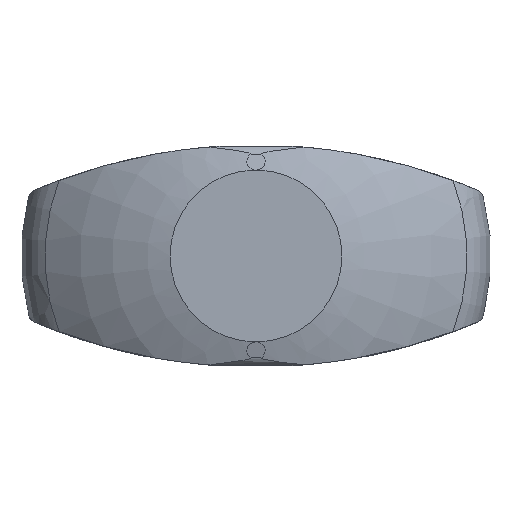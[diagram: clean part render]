
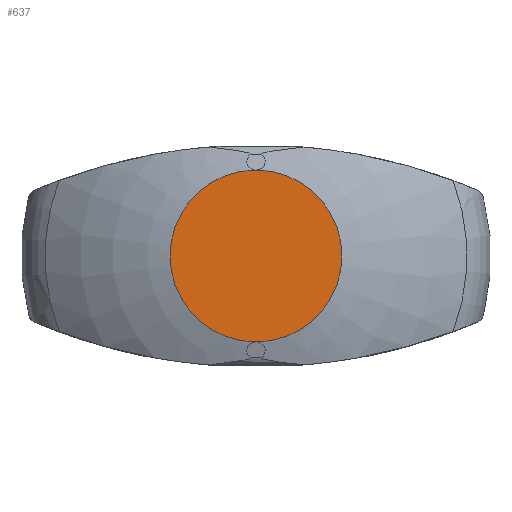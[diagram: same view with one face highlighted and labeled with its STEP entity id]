
A CAD part, top view. The second image highlights one B-rep face of the part: STEP entity #637.
In plain terms, the highlighted planar face has unit normal (0, 0, 1).
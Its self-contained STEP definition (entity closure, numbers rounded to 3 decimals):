
#589=EDGE_CURVE('',#1433,#709,#1613,.T.);
#637=ADVANCED_FACE('',(#1668),#1669,.F.);
#709=VERTEX_POINT('',#1748);
#1177=EDGE_CURVE('',#1231,#1433,#2261,.T.);
#1231=VERTEX_POINT('',#2318);
#1275=VERTEX_POINT('',#2365);
#1329=EDGE_CURVE('',#1275,#709,#2423,.T.);
#1433=VERTEX_POINT('',#2537);
#1457=EDGE_CURVE('',#1275,#1231,#2565,.T.);
#1613=CIRCLE('',#2883,7.5);
#1668=FACE_OUTER_BOUND('',#3090,.T.);
#1669=PLANE('',#3091);
#1748=CARTESIAN_POINT('',(0.043,-7.5,34.8));
#2261=LINE('',#4992,#4993);
#2318=CARTESIAN_POINT('',(-0.043,7.5,34.8));
#2365=CARTESIAN_POINT('',(-0.043,-7.5,34.8));
#2423=LINE('',#5621,#5622);
#2537=CARTESIAN_POINT('',(0.043,7.5,34.8));
#2565=CIRCLE('',#6030,7.5);
#2883=AXIS2_PLACEMENT_3D('',#6398,#6399,#6400);
#3090=EDGE_LOOP('',(#6476,#6477,#6478,#6479));
#3091=AXIS2_PLACEMENT_3D('',#6480,#6481,#6482);
#4992=CARTESIAN_POINT('',(-30.0,7.5,34.8));
#4993=VECTOR('',#7138,1.0);
#5621=CARTESIAN_POINT('',(-30.0,-7.5,34.8));
#5622=VECTOR('',#7271,1.0);
#6030=AXIS2_PLACEMENT_3D('',#7429,#7430,#7431);
#6398=CARTESIAN_POINT('',(0.,0.,34.8));
#6399=DIRECTION('',(0.,0.,-1.0));
#6400=DIRECTION('',(-1.0,0.,0.));
#6476=ORIENTED_EDGE('',*,*,#589,.F.);
#6477=ORIENTED_EDGE('',*,*,#1177,.F.);
#6478=ORIENTED_EDGE('',*,*,#1457,.F.);
#6479=ORIENTED_EDGE('',*,*,#1329,.T.);
#6480=CARTESIAN_POINT('',(-30.0,7.5,34.8));
#6481=DIRECTION('',(0.,0.,-1.0));
#6482=DIRECTION('',(0.,1.0,0.0));
#7138=DIRECTION('',(1.0,0.,0.));
#7271=DIRECTION('',(1.0,0.,0.));
#7429=CARTESIAN_POINT('',(0.,0.,34.8));
#7430=DIRECTION('',(0.,0.,-1.0));
#7431=DIRECTION('',(-1.0,0.,0.));
